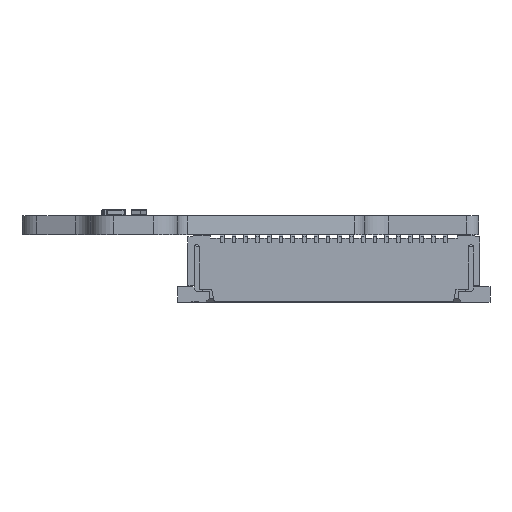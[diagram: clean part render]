
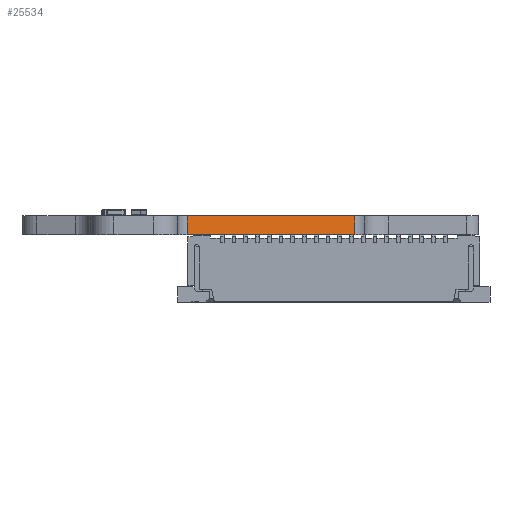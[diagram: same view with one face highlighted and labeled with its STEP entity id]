
A CAD part, front view. The second image highlights one B-rep face of the part: STEP entity #25534.
In plain terms, the highlighted planar face has unit normal (0.574, -0.819, 0).
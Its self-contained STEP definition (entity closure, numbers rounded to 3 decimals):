
#25507 = VERTEX_POINT('',#25508);
#25508 = CARTESIAN_POINT('',(218.651,-64.447,1.6));
#25515 = EDGE_CURVE('',#25516,#25507,#25518,.T.);
#25516 = VERTEX_POINT('',#25517);
#25517 = CARTESIAN_POINT('',(218.651,-64.447,0.));
#25518 = LINE('',#25519,#25520);
#25519 = CARTESIAN_POINT('',(218.651,-64.447,0.));
#25520 = VECTOR('',#25521,1.);
#25521 = DIRECTION('',(0.,0.,1.));
#25534 = ADVANCED_FACE('',(#25535),#25560,.T.);
#25535 = FACE_BOUND('',#25536,.T.);
#25536 = EDGE_LOOP('',(#25537,#25538,#25546,#25554));
#25537 = ORIENTED_EDGE('',*,*,#25515,.T.);
#25538 = ORIENTED_EDGE('',*,*,#25539,.T.);
#25539 = EDGE_CURVE('',#25507,#25540,#25542,.T.);
#25540 = VERTEX_POINT('',#25541);
#25541 = CARTESIAN_POINT('',(204.383,-74.438,1.6));
#25542 = LINE('',#25543,#25544);
#25543 = CARTESIAN_POINT('',(218.651,-64.447,1.6));
#25544 = VECTOR('',#25545,1.);
#25545 = DIRECTION('',(-0.819,-0.574,0.));
#25546 = ORIENTED_EDGE('',*,*,#25547,.F.);
#25547 = EDGE_CURVE('',#25548,#25540,#25550,.T.);
#25548 = VERTEX_POINT('',#25549);
#25549 = CARTESIAN_POINT('',(204.383,-74.438,0.));
#25550 = LINE('',#25551,#25552);
#25551 = CARTESIAN_POINT('',(204.383,-74.438,0.));
#25552 = VECTOR('',#25553,1.);
#25553 = DIRECTION('',(0.,0.,1.));
#25554 = ORIENTED_EDGE('',*,*,#25555,.F.);
#25555 = EDGE_CURVE('',#25516,#25548,#25556,.T.);
#25556 = LINE('',#25557,#25558);
#25557 = CARTESIAN_POINT('',(218.651,-64.447,0.));
#25558 = VECTOR('',#25559,1.);
#25559 = DIRECTION('',(-0.819,-0.574,0.));
#25560 = PLANE('',#25561);
#25561 = AXIS2_PLACEMENT_3D('',#25562,#25563,#25564);
#25562 = CARTESIAN_POINT('',(218.651,-64.447,0.));
#25563 = DIRECTION('',(0.574,-0.819,0.));
#25564 = DIRECTION('',(-0.819,-0.574,0.));
